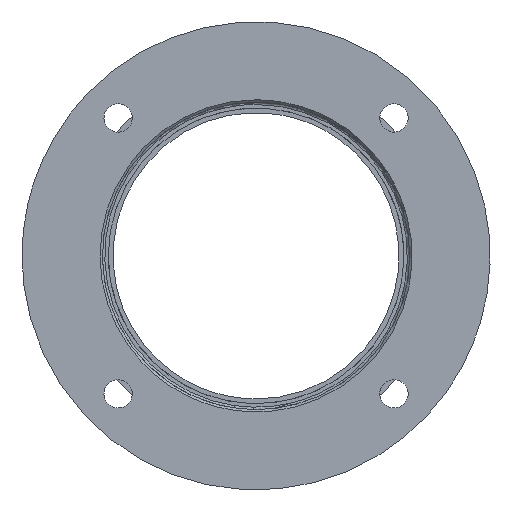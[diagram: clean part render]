
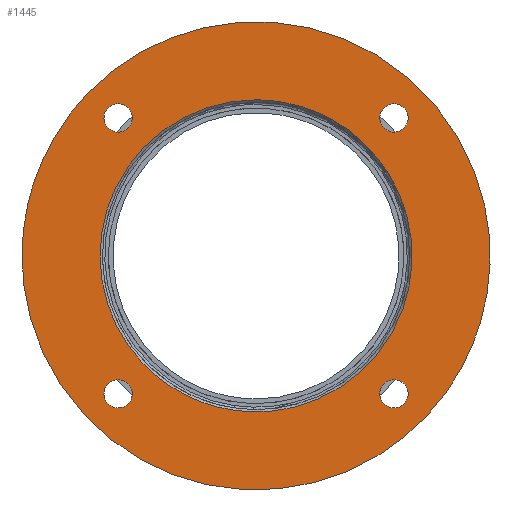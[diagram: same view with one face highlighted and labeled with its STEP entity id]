
A CAD part, front view. The second image highlights one B-rep face of the part: STEP entity #1445.
In plain terms, the highlighted planar face has unit normal (0, -1, 0).
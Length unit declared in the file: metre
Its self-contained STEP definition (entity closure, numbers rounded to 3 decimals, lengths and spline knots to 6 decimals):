
#1328=CARTESIAN_POINT('',(-0.099,0.0,0.0));
#1332=EDGE_CURVE('',#1333,#1333,#1335,.T.);
#1333=VERTEX_POINT('',#1334);
#1334=CARTESIAN_POINT('',(-0.099,0.0,0.0));
#1335=(B_SPLINE_CURVE(3,(#1328,#1336,#1337,#1338,#1339,#1340,#1341),
  .UNSPECIFIED.,.T.,.U.)B_SPLINE_CURVE_WITH_KNOTS((4,3,4),(0.0,0.5,1.0),
  .UNSPECIFIED.)BOUNDED_CURVE()CURVE()GEOMETRIC_REPRESENTATION_ITEM()RATIONAL_B_SPLINE_CURVE(
  (1.0,0.333,0.333,1.0,0.333,
  0.333,1.0))REPRESENTATION_ITEM(''));
#1336=CARTESIAN_POINT('',(-0.099,0.0,-0.198));
#1337=CARTESIAN_POINT('',(0.099,0.0,-0.198));
#1338=CARTESIAN_POINT('',(0.099,0.0,-0.0));
#1339=CARTESIAN_POINT('',(0.099,0.0,0.198));
#1340=CARTESIAN_POINT('',(-0.099,0.0,0.198));
#1341=CARTESIAN_POINT('',(-0.099,0.0,0.0));
#1445=ADVANCED_FACE('',(#1452,#1466,#1480,#1494,#1508,#1521),#1446,.T.);
#1446=PLANE('',#1447);
#1447=AXIS2_PLACEMENT_3D('',#1448,#1449,#1450);
#1448=CARTESIAN_POINT('',(0.0,0.0,0.0));
#1449=DIRECTION('',(0.0,-1.0,0.0));
#1450=DIRECTION('',(0.0,0.0,1.0));
#1451=CARTESIAN_POINT('',(0.0,0.0,0.066));
#1452=FACE_BOUND('',#1453,.T.);
#1453=EDGE_LOOP('',(#1454));
#1454=ORIENTED_EDGE('',*,*,#1455,.T.);
#1455=EDGE_CURVE('',#1456,#1456,#1458,.F.);
#1456=VERTEX_POINT('',#1457);
#1457=CARTESIAN_POINT('',(0.0,0.0,0.066));
#1458=(B_SPLINE_CURVE(3,(#1451,#1459,#1460,#1461,#1462,#1463,#1464),
  .UNSPECIFIED.,.T.,.U.)B_SPLINE_CURVE_WITH_KNOTS((4,3,4),(0.0,0.5,1.0),
  .UNSPECIFIED.)BOUNDED_CURVE()CURVE()GEOMETRIC_REPRESENTATION_ITEM()RATIONAL_B_SPLINE_CURVE(
  (1.0,0.333,0.333,1.0,0.333,
  0.333,1.0))REPRESENTATION_ITEM(''));
#1459=CARTESIAN_POINT('',(-0.132,0.0,0.066));
#1460=CARTESIAN_POINT('',(-0.132,0.0,-0.066));
#1461=CARTESIAN_POINT('',(0.0,0.0,-0.066));
#1462=CARTESIAN_POINT('',(0.132,0.0,-0.066));
#1463=CARTESIAN_POINT('',(0.132,0.0,0.066));
#1464=CARTESIAN_POINT('',(0.0,0.0,0.066));
#1465=CARTESIAN_POINT('',(-0.058336,-0.0,-0.064336));
#1466=FACE_BOUND('',#1467,.T.);
#1467=EDGE_LOOP('',(#1468));
#1468=ORIENTED_EDGE('',*,*,#1469,.T.);
#1469=EDGE_CURVE('',#1470,#1470,#1472,.T.);
#1470=VERTEX_POINT('fictive',#1471);
#1471=CARTESIAN_POINT('',(-0.058336,-0.0,-0.064336));
#1472=(B_SPLINE_CURVE(3,(#1465,#1473,#1474,#1475,#1476,#1477,#1478),
  .UNSPECIFIED.,.T.,.U.)B_SPLINE_CURVE_WITH_KNOTS((4,3,4),(0.0,0.5,1.0),
  .UNSPECIFIED.)BOUNDED_CURVE()CURVE()GEOMETRIC_REPRESENTATION_ITEM()RATIONAL_B_SPLINE_CURVE(
  (1.0,0.333,0.333,1.0,0.333,
  0.333,1.0))REPRESENTATION_ITEM(''));
#1473=CARTESIAN_POINT('',(-0.070336,-0.0,-0.064336));
#1474=CARTESIAN_POINT('',(-0.070336,-0.0,-0.052336));
#1475=CARTESIAN_POINT('',(-0.058336,-0.0,-0.052336));
#1476=CARTESIAN_POINT('',(-0.046336,-0.0,-0.052336));
#1477=CARTESIAN_POINT('',(-0.046336,-0.0,-0.064336));
#1478=CARTESIAN_POINT('',(-0.058336,-0.0,-0.064336));
#1479=CARTESIAN_POINT('',(0.058336,-0.0,-0.064336));
#1480=FACE_BOUND('',#1481,.T.);
#1481=EDGE_LOOP('',(#1482));
#1482=ORIENTED_EDGE('',*,*,#1483,.T.);
#1483=EDGE_CURVE('',#1484,#1484,#1486,.T.);
#1484=VERTEX_POINT('fictive',#1485);
#1485=CARTESIAN_POINT('',(0.058336,-0.0,-0.064336));
#1486=(B_SPLINE_CURVE(3,(#1479,#1487,#1488,#1489,#1490,#1491,#1492),
  .UNSPECIFIED.,.T.,.U.)B_SPLINE_CURVE_WITH_KNOTS((4,3,4),(0.0,0.5,1.0),
  .UNSPECIFIED.)BOUNDED_CURVE()CURVE()GEOMETRIC_REPRESENTATION_ITEM()RATIONAL_B_SPLINE_CURVE(
  (1.0,0.333,0.333,1.0,0.333,
  0.333,1.0))REPRESENTATION_ITEM(''));
#1487=CARTESIAN_POINT('',(0.046336,-0.0,-0.064336));
#1488=CARTESIAN_POINT('',(0.046336,-0.0,-0.052336));
#1489=CARTESIAN_POINT('',(0.058336,-0.0,-0.052336));
#1490=CARTESIAN_POINT('',(0.070336,-0.0,-0.052336));
#1491=CARTESIAN_POINT('',(0.070336,-0.0,-0.064336));
#1492=CARTESIAN_POINT('',(0.058336,-0.0,-0.064336));
#1493=CARTESIAN_POINT('',(-0.058336,-0.0,0.052336));
#1494=FACE_BOUND('',#1495,.T.);
#1495=EDGE_LOOP('',(#1496));
#1496=ORIENTED_EDGE('',*,*,#1497,.T.);
#1497=EDGE_CURVE('',#1498,#1498,#1500,.T.);
#1498=VERTEX_POINT('fictive',#1499);
#1499=CARTESIAN_POINT('',(-0.058336,-0.0,0.052336));
#1500=(B_SPLINE_CURVE(3,(#1493,#1501,#1502,#1503,#1504,#1505,#1506),
  .UNSPECIFIED.,.T.,.U.)B_SPLINE_CURVE_WITH_KNOTS((4,3,4),(0.0,0.5,1.0),
  .UNSPECIFIED.)BOUNDED_CURVE()CURVE()GEOMETRIC_REPRESENTATION_ITEM()RATIONAL_B_SPLINE_CURVE(
  (1.0,0.333,0.333,1.0,0.333,
  0.333,1.0))REPRESENTATION_ITEM(''));
#1501=CARTESIAN_POINT('',(-0.070336,-0.0,0.052336));
#1502=CARTESIAN_POINT('',(-0.070336,-0.0,0.064336));
#1503=CARTESIAN_POINT('',(-0.058336,-0.0,0.064336));
#1504=CARTESIAN_POINT('',(-0.046336,-0.0,0.064336));
#1505=CARTESIAN_POINT('',(-0.046336,-0.0,0.052336));
#1506=CARTESIAN_POINT('',(-0.058336,-0.0,0.052336));
#1507=CARTESIAN_POINT('',(0.058336,-0.0,0.052336));
#1508=FACE_BOUND('',#1509,.T.);
#1509=EDGE_LOOP('',(#1510));
#1510=ORIENTED_EDGE('',*,*,#1511,.T.);
#1511=EDGE_CURVE('',#1512,#1512,#1514,.T.);
#1512=VERTEX_POINT('fictive',#1513);
#1513=CARTESIAN_POINT('',(0.058336,-0.0,0.052336));
#1514=(B_SPLINE_CURVE(3,(#1507,#1515,#1516,#1517,#1518,#1519,#1520),
  .UNSPECIFIED.,.T.,.U.)B_SPLINE_CURVE_WITH_KNOTS((4,3,4),(0.0,0.5,1.0),
  .UNSPECIFIED.)BOUNDED_CURVE()CURVE()GEOMETRIC_REPRESENTATION_ITEM()RATIONAL_B_SPLINE_CURVE(
  (1.0,0.333,0.333,1.0,0.333,
  0.333,1.0))REPRESENTATION_ITEM(''));
#1515=CARTESIAN_POINT('',(0.046336,-0.0,0.052336));
#1516=CARTESIAN_POINT('',(0.046336,-0.0,0.064336));
#1517=CARTESIAN_POINT('',(0.058336,-0.0,0.064336));
#1518=CARTESIAN_POINT('',(0.070336,-0.0,0.064336));
#1519=CARTESIAN_POINT('',(0.070336,-0.0,0.052336));
#1520=CARTESIAN_POINT('',(0.058336,-0.0,0.052336));
#1521=FACE_OUTER_BOUND('',#1522,.T.);
#1522=EDGE_LOOP('',(#1523));
#1523=ORIENTED_EDGE('',*,*,#1332,.T.);
